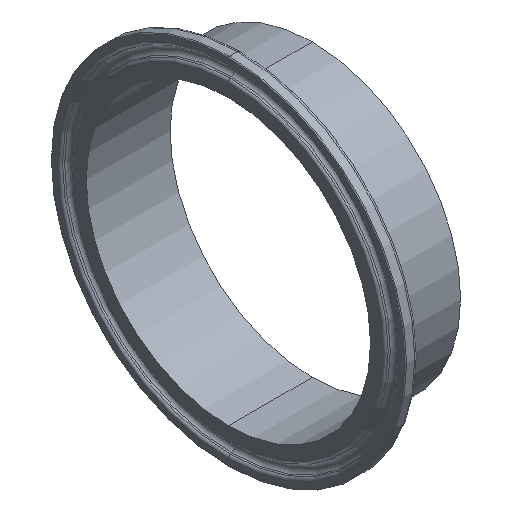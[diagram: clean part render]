
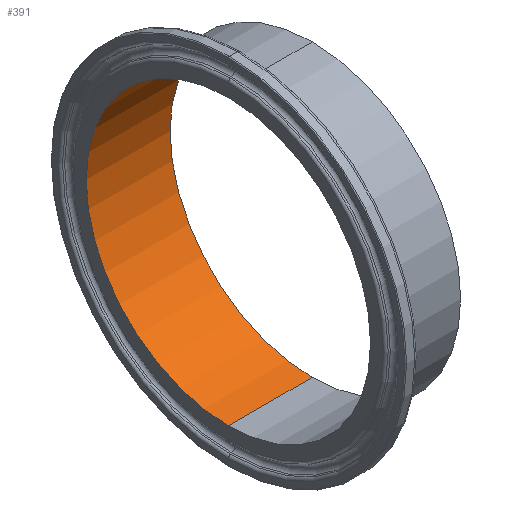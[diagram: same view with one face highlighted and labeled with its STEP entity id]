
A CAD part, isometric view. The second image highlights one B-rep face of the part: STEP entity #391.
In plain terms, the highlighted cylindrical face has radius 36.45 mm (diameter 72.9 mm), a partial arc.
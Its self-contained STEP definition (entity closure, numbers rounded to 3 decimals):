
#19 = FACE_OUTER_BOUND ( 'NONE', #592, .T. ) ;
#37 = DIRECTION ( 'NONE',  ( 0., 0., 1. ) ) ;
#75 = VERTEX_POINT ( 'NONE', #619 ) ;
#104 = CARTESIAN_POINT ( 'NONE',  ( 0., 0., 36.45 ) ) ;
#123 = EDGE_CURVE ( 'NONE', #597, #142, #337, .T. ) ;
#125 = AXIS2_PLACEMENT_3D ( 'NONE', #320, #729, #253 ) ;
#142 = VERTEX_POINT ( 'NONE', #104 ) ;
#146 = CARTESIAN_POINT ( 'NONE',  ( 21.5, 0., 0. ) ) ;
#155 = DIRECTION ( 'NONE',  ( -1., 0., 0. ) ) ;
#178 = VERTEX_POINT ( 'NONE', #516 ) ;
#182 = ORIENTED_EDGE ( 'NONE', *, *, #492, .F. ) ;
#203 = CIRCLE ( 'NONE', #125, 36.45 ) ;
#216 = AXIS2_PLACEMENT_3D ( 'NONE', #146, #552, #37 ) ;
#229 = VECTOR ( 'NONE', #155, 1000. ) ;
#238 = ORIENTED_EDGE ( 'NONE', *, *, #519, .F. ) ;
#253 = DIRECTION ( 'NONE',  ( 0., 0., 1. ) ) ;
#274 = LINE ( 'NONE', #494, #229 ) ;
#301 = ORIENTED_EDGE ( 'NONE', *, *, #376, .T. ) ;
#320 = CARTESIAN_POINT ( 'NONE',  ( 0., 0., 0. ) ) ;
#337 = LINE ( 'NONE', #753, #734 ) ;
#344 = ORIENTED_EDGE ( 'NONE', *, *, #123, .T. ) ;
#368 = DIRECTION ( 'NONE',  ( 0., 0., 1. ) ) ;
#376 = EDGE_CURVE ( 'NONE', #142, #178, #203, .T. ) ;
#391 = ADVANCED_FACE ( 'NONE', ( #19 ), #731, .F. ) ;
#418 = CIRCLE ( 'NONE', #216, 36.45 ) ;
#425 = CARTESIAN_POINT ( 'NONE',  ( 0., 0., 0. ) ) ;
#432 = DIRECTION ( 'NONE',  ( -1., 0., 0. ) ) ;
#492 = EDGE_CURVE ( 'NONE', #75, #178, #274, .T. ) ;
#494 = CARTESIAN_POINT ( 'NONE',  ( 0., 0., -36.45 ) ) ;
#500 = DIRECTION ( 'NONE',  ( -1., 0., 0. ) ) ;
#516 = CARTESIAN_POINT ( 'NONE',  ( 0., 0., -36.45 ) ) ;
#519 = EDGE_CURVE ( 'NONE', #597, #75, #418, .T. ) ;
#552 = DIRECTION ( 'NONE',  ( -1., 0., 0. ) ) ;
#559 = AXIS2_PLACEMENT_3D ( 'NONE', #425, #432, #368 ) ;
#583 = CARTESIAN_POINT ( 'NONE',  ( 21.5, 0., 36.45 ) ) ;
#592 = EDGE_LOOP ( 'NONE', ( #182, #238, #344, #301 ) ) ;
#597 = VERTEX_POINT ( 'NONE', #583 ) ;
#619 = CARTESIAN_POINT ( 'NONE',  ( 21.5, 0., -36.45 ) ) ;
#729 = DIRECTION ( 'NONE',  ( -1., 0., 0. ) ) ;
#731 = CYLINDRICAL_SURFACE ( 'NONE', #559, 36.45 ) ;
#734 = VECTOR ( 'NONE', #500, 1000. ) ;
#753 = CARTESIAN_POINT ( 'NONE',  ( 0., 0., 36.45 ) ) ;
